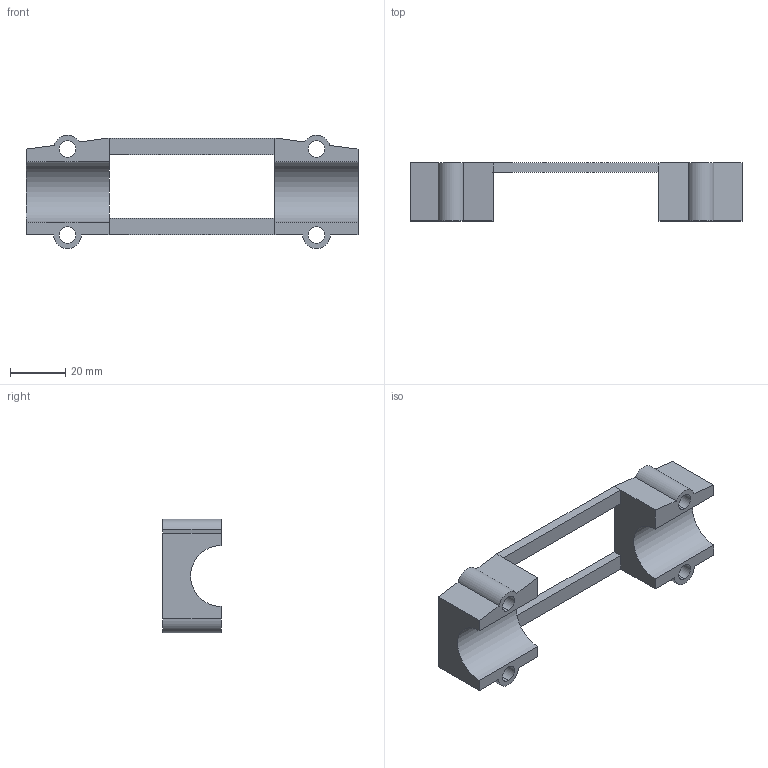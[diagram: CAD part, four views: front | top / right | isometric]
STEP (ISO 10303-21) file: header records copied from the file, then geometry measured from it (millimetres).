
FILE_DESCRIPTION (( 'STEP AP214' ), '1' );
FILE_NAME ('Pontet 650 DR.STEP', '2019-05-05T21:01:09', ( '' ), ( '' ), 'SwSTEP 2.0', 'SolidWorks 2019', '' );
FILE_SCHEMA (( 'AUTOMOTIVE_DESIGN' ));
Length unit declared in the file: millimetre
Products named in the file (1): Pontet 650 DR
Bounding box: 120 x 21 x 41 mm (x, y, z)
Volume: 32751.3 mm3; surface area: 13371.7 mm2
Topology: 1 solids, 1 shells, 37 faces, 106 edges, 70 vertices
Faces by surface type: plane 21, cylinder 16
Entity records: 1270 total; most frequent: CARTESIAN_POINT 214, DIRECTION 214, ORIENTED_EDGE 212, EDGE_CURVE 106, LINE 74, VECTOR 74, AXIS2_PLACEMENT_3D 70, VERTEX_POINT 70
